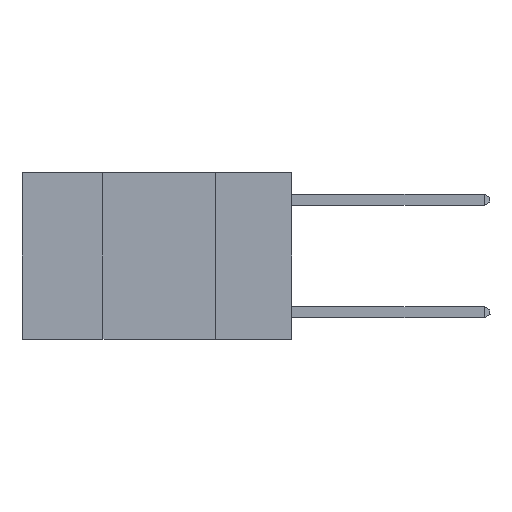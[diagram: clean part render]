
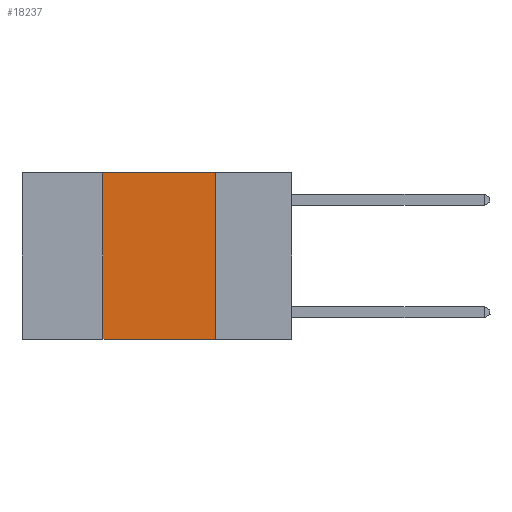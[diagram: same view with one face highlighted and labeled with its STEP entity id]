
A CAD part, left-side view. The second image highlights one B-rep face of the part: STEP entity #18237.
In plain terms, the highlighted planar face has unit normal (-1, 0, 0).
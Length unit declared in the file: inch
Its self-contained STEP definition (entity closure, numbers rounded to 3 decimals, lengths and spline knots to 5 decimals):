
#69 = EDGE_CURVE ( 'NONE', #17134, #5816, #7975, .T. ) ;
#1266 = EDGE_CURVE ( 'NONE', #17134, #3949, #21379, .T. ) ;
#1848 = DIRECTION ( 'NONE',  ( 0., 0., 1. ) ) ;
#2559 = LINE ( 'NONE', #19172, #15716 ) ;
#3628 = AXIS2_PLACEMENT_3D ( 'NONE', #12648, #14374, #4104 ) ;
#3949 = VERTEX_POINT ( 'NONE', #9896 ) ;
#4104 = DIRECTION ( 'NONE',  ( 0., 0., -1. ) ) ;
#4752 = EDGE_LOOP ( 'NONE', ( #20331, #20502, #20645, #21029 ) ) ;
#5816 = VERTEX_POINT ( 'NONE', #6323 ) ;
#5914 = CARTESIAN_POINT ( 'NONE',  ( 0., 0.6, 0. ) ) ;
#6323 = CARTESIAN_POINT ( 'NONE',  ( 0., 0.42, 0. ) ) ;
#6586 = DIRECTION ( 'NONE',  ( 0., -1., 0. ) ) ;
#7975 = LINE ( 'NONE', #10432, #12499 ) ;
#7981 = VECTOR ( 'NONE', #12793, 39.37008 ) ;
#9896 = CARTESIAN_POINT ( 'NONE',  ( 0., 0.17, -0.37 ) ) ;
#9936 = CARTESIAN_POINT ( 'NONE',  ( 0., 0.6, -0.37 ) ) ;
#10432 = CARTESIAN_POINT ( 'NONE',  ( 0., 0.42, 0. ) ) ;
#10638 = FACE_OUTER_BOUND ( 'NONE', #4752, .T. ) ;
#10753 = DIRECTION ( 'NONE',  ( 0., 0., -1. ) ) ;
#10937 = PLANE ( 'NONE',  #3628 ) ;
#11429 = CARTESIAN_POINT ( 'NONE',  ( 0., 0.42, -0.37 ) ) ;
#12499 = VECTOR ( 'NONE', #1848, 39.37008 ) ;
#12648 = CARTESIAN_POINT ( 'NONE',  ( 0., 0.6, 0. ) ) ;
#12793 = DIRECTION ( 'NONE',  ( 0., -1., 0. ) ) ;
#14374 = DIRECTION ( 'NONE',  ( 1., 0., 0. ) ) ;
#15716 = VECTOR ( 'NONE', #10753, 39.37008 ) ;
#17134 = VERTEX_POINT ( 'NONE', #11429 ) ;
#18033 = VECTOR ( 'NONE', #6586, 39.37008 ) ;
#18237 = ADVANCED_FACE ( 'NONE', ( #10638 ), #10937, .F. ) ;
#18299 = EDGE_CURVE ( 'NONE', #5816, #18922, #21400, .T. ) ;
#18873 = EDGE_CURVE ( 'NONE', #18922, #3949, #2559, .T. ) ;
#18922 = VERTEX_POINT ( 'NONE', #20965 ) ;
#19172 = CARTESIAN_POINT ( 'NONE',  ( 0., 0.17, 0. ) ) ;
#20331 = ORIENTED_EDGE ( 'NONE', *, *, #18873, .F. ) ;
#20502 = ORIENTED_EDGE ( 'NONE', *, *, #18299, .F. ) ;
#20645 = ORIENTED_EDGE ( 'NONE', *, *, #69, .F. ) ;
#20965 = CARTESIAN_POINT ( 'NONE',  ( 0., 0.17, 0. ) ) ;
#21029 = ORIENTED_EDGE ( 'NONE', *, *, #1266, .T. ) ;
#21379 = LINE ( 'NONE', #9936, #18033 ) ;
#21400 = LINE ( 'NONE', #5914, #7981 ) ;
